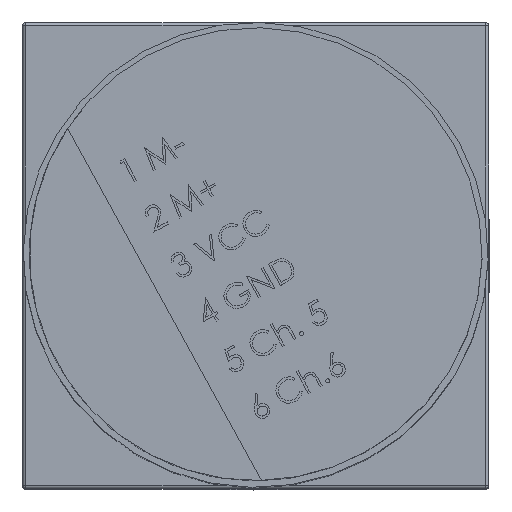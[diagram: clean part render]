
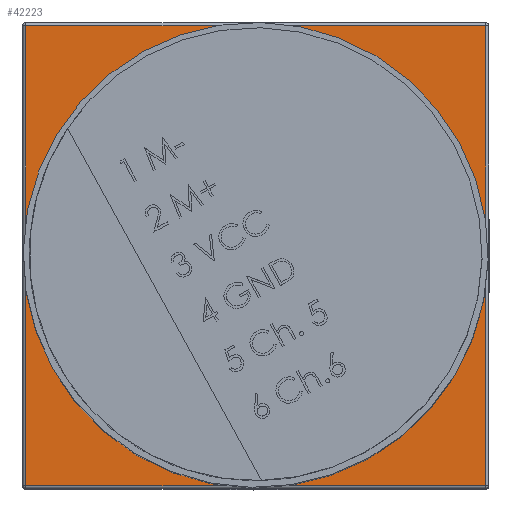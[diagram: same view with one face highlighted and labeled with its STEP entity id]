
A CAD part, top view. The second image highlights one B-rep face of the part: STEP entity #42223.
In plain terms, the highlighted planar face has unit normal (0, 0, 1).
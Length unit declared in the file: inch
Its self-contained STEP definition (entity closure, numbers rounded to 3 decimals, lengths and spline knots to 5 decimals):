
#853 = EDGE_LOOP ( 'NONE', ( #8906, #14523 ) ) ;
#2219 = DIRECTION ( 'NONE',  ( 1., 0., 0. ) ) ;
#8906 = ORIENTED_EDGE ( 'NONE', *, *, #17544, .T. ) ;
#9033 = FACE_OUTER_BOUND ( 'NONE', #11629, .T. ) ;
#9576 = VERTEX_POINT ( 'NONE', #22546 ) ;
#10344 = VERTEX_POINT ( 'NONE', #52545 ) ;
#11629 = EDGE_LOOP ( 'NONE', ( #64298, #50982, #72427, #13975 ) ) ;
#12690 = DIRECTION ( 'NONE',  ( 0., 0., -1. ) ) ;
#12888 = DIRECTION ( 'NONE',  ( -1., 0., 0. ) ) ;
#13975 = ORIENTED_EDGE ( 'NONE', *, *, #62529, .T. ) ;
#14523 = ORIENTED_EDGE ( 'NONE', *, *, #73164, .T. ) ;
#16098 = CIRCLE ( 'NONE', #74065, 0.62 ) ;
#17544 = EDGE_CURVE ( 'NONE', #84058, #18331, #62410, .T. ) ;
#18331 = VERTEX_POINT ( 'NONE', #53831 ) ;
#18439 = VERTEX_POINT ( 'NONE', #29096 ) ;
#22546 = CARTESIAN_POINT ( 'NONE',  ( 1.49, 0.01, 0.58 ) ) ;
#28766 = EDGE_CURVE ( 'NONE', #18439, #10344, #75516, .T. ) ;
#29096 = CARTESIAN_POINT ( 'NONE',  ( 0.01, 1.49, 0.58 ) ) ;
#32490 = DIRECTION ( 'NONE',  ( 0., 0., -1. ) ) ;
#33663 = CARTESIAN_POINT ( 'NONE',  ( 1.49, 1.49, 0.58 ) ) ;
#34506 = VERTEX_POINT ( 'NONE', #33663 ) ;
#36945 = DIRECTION ( 'NONE',  ( 0., -1., 0. ) ) ;
#42223 = ADVANCED_FACE ( 'NONE', ( #9033, #76610 ), #78158, .F. ) ;
#42710 = DIRECTION ( 'NONE',  ( 0., 1., 0. ) ) ;
#42721 = VECTOR ( 'NONE', #45822, 39.37008 ) ;
#42790 = VECTOR ( 'NONE', #36945, 39.37008 ) ;
#45822 = DIRECTION ( 'NONE',  ( -1., 0., 0. ) ) ;
#50982 = ORIENTED_EDGE ( 'NONE', *, *, #64419, .T. ) ;
#51031 = EDGE_CURVE ( 'NONE', #9576, #34506, #79774, .T. ) ;
#52018 = CARTESIAN_POINT ( 'NONE',  ( 0.75, 0.75, 0.58 ) ) ;
#52223 = DIRECTION ( 'NONE',  ( 0., 0., -1. ) ) ;
#52428 = CARTESIAN_POINT ( 'NONE',  ( 0., 1.49, 0.58 ) ) ;
#52545 = CARTESIAN_POINT ( 'NONE',  ( 0.01, 0.01, 0.58 ) ) ;
#53831 = CARTESIAN_POINT ( 'NONE',  ( 1.37, 0.75, 0.58 ) ) ;
#56118 = CARTESIAN_POINT ( 'NONE',  ( 0.01, 0., 0.58 ) ) ;
#58168 = CARTESIAN_POINT ( 'NONE',  ( 0., 0., 0.58 ) ) ;
#58315 = CARTESIAN_POINT ( 'NONE',  ( 0.13, 0.75, 0.58 ) ) ;
#58532 = DIRECTION ( 'NONE',  ( -1., 0., 0. ) ) ;
#62410 = CIRCLE ( 'NONE', #64159, 0.62 ) ;
#62411 = VECTOR ( 'NONE', #42710, 39.37008 ) ;
#62529 = EDGE_CURVE ( 'NONE', #34506, #18439, #77501, .T. ) ;
#64159 = AXIS2_PLACEMENT_3D ( 'NONE', #71690, #32490, #78229 ) ;
#64298 = ORIENTED_EDGE ( 'NONE', *, *, #28766, .T. ) ;
#64419 = EDGE_CURVE ( 'NONE', #10344, #9576, #67069, .T. ) ;
#67069 = LINE ( 'NONE', #80667, #82302 ) ;
#69208 = AXIS2_PLACEMENT_3D ( 'NONE', #58168, #52223, #12888 ) ;
#71690 = CARTESIAN_POINT ( 'NONE',  ( 0.75, 0.75, 0.58 ) ) ;
#72427 = ORIENTED_EDGE ( 'NONE', *, *, #51031, .T. ) ;
#73164 = EDGE_CURVE ( 'NONE', #18331, #84058, #16098, .T. ) ;
#74065 = AXIS2_PLACEMENT_3D ( 'NONE', #52018, #12690, #58532 ) ;
#75516 = LINE ( 'NONE', #56118, #42790 ) ;
#76610 = FACE_BOUND ( 'NONE', #853, .T. ) ;
#77501 = LINE ( 'NONE', #52428, #42721 ) ;
#78158 = PLANE ( 'NONE',  #69208 ) ;
#78229 = DIRECTION ( 'NONE',  ( -1., 0., 0. ) ) ;
#79774 = LINE ( 'NONE', #81575, #62411 ) ;
#80667 = CARTESIAN_POINT ( 'NONE',  ( 0., 0.01, 0.58 ) ) ;
#81575 = CARTESIAN_POINT ( 'NONE',  ( 1.49, 0., 0.58 ) ) ;
#82302 = VECTOR ( 'NONE', #2219, 39.37008 ) ;
#84058 = VERTEX_POINT ( 'NONE', #58315 ) ;
